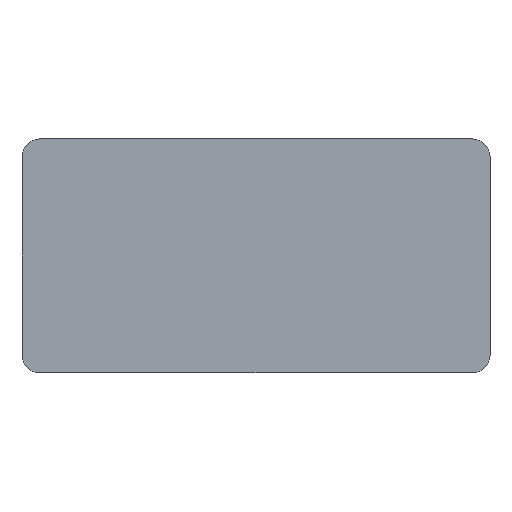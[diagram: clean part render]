
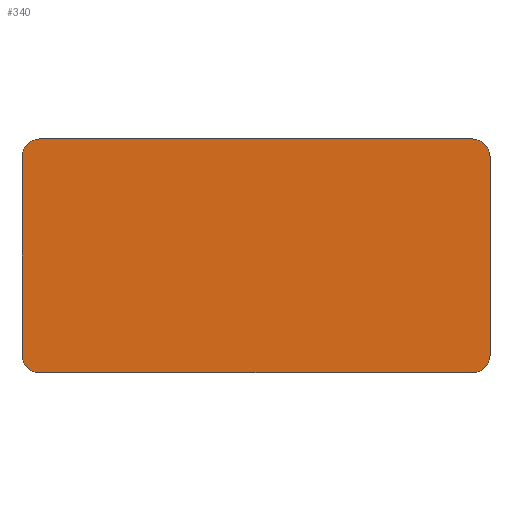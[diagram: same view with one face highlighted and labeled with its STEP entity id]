
A CAD part, left-side view. The second image highlights one B-rep face of the part: STEP entity #340.
In plain terms, the highlighted planar face has unit normal (-1, 0, 0).
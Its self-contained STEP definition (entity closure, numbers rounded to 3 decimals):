
#14 = EDGE_CURVE ( 'NONE', #515, #466, #500, .T. ) ;
#31 = CIRCLE ( 'NONE', #445, 3. ) ;
#41 = VERTEX_POINT ( 'NONE', #409 ) ;
#44 = CARTESIAN_POINT ( 'NONE',  ( 0., 40., -17. ) ) ;
#53 = CARTESIAN_POINT ( 'NONE',  ( 0., 37., -17. ) ) ;
#70 = CARTESIAN_POINT ( 'NONE',  ( 0., -37., -17. ) ) ;
#76 = CARTESIAN_POINT ( 'NONE',  ( 0., 0., 20. ) ) ;
#77 = DIRECTION ( 'NONE',  ( 0., 0., 1. ) ) ;
#84 = CARTESIAN_POINT ( 'NONE',  ( 0., 37., 20. ) ) ;
#89 = VERTEX_POINT ( 'NONE', #363 ) ;
#95 = DIRECTION ( 'NONE',  ( 1., 0., 0. ) ) ;
#98 = VECTOR ( 'NONE', #256, 1000. ) ;
#104 = CARTESIAN_POINT ( 'NONE',  ( 0., 40., 0. ) ) ;
#114 = DIRECTION ( 'NONE',  ( 1., 0., 0. ) ) ;
#138 = LINE ( 'NONE', #513, #98 ) ;
#139 = ORIENTED_EDGE ( 'NONE', *, *, #370, .F. ) ;
#148 = EDGE_CURVE ( 'NONE', #41, #508, #31, .T. ) ;
#158 = DIRECTION ( 'NONE',  ( 1., 0., 0. ) ) ;
#160 = PLANE ( 'NONE',  #179 ) ;
#179 = AXIS2_PLACEMENT_3D ( 'NONE', #467, #158, #382 ) ;
#186 = VERTEX_POINT ( 'NONE', #194 ) ;
#194 = CARTESIAN_POINT ( 'NONE',  ( 0., -40., -17. ) ) ;
#216 = CARTESIAN_POINT ( 'NONE',  ( 0., -40., 17. ) ) ;
#217 = LINE ( 'NONE', #76, #482 ) ;
#242 = DIRECTION ( 'NONE',  ( 0., 0., 1. ) ) ;
#256 = DIRECTION ( 'NONE',  ( 0., 1., 0. ) ) ;
#284 = EDGE_CURVE ( 'NONE', #508, #515, #472, .T. ) ;
#321 = AXIS2_PLACEMENT_3D ( 'NONE', #70, #114, #242 ) ;
#322 = DIRECTION ( 'NONE',  ( 0., 0., 1. ) ) ;
#330 = DIRECTION ( 'NONE',  ( 0., -1., 0. ) ) ;
#331 = ORIENTED_EDGE ( 'NONE', *, *, #530, .F. ) ;
#340 = ADVANCED_FACE ( 'NONE', ( #548 ), #160, .F. ) ;
#352 = DIRECTION ( 'NONE',  ( 0., 0., -1. ) ) ;
#356 = AXIS2_PLACEMENT_3D ( 'NONE', #431, #390, #77 ) ;
#358 = ORIENTED_EDGE ( 'NONE', *, *, #284, .F. ) ;
#360 = VERTEX_POINT ( 'NONE', #502 ) ;
#363 = CARTESIAN_POINT ( 'NONE',  ( 0., -37., 20. ) ) ;
#370 = EDGE_CURVE ( 'NONE', #466, #89, #217, .T. ) ;
#373 = ORIENTED_EDGE ( 'NONE', *, *, #542, .F. ) ;
#379 = EDGE_CURVE ( 'NONE', #186, #360, #397, .T. ) ;
#382 = DIRECTION ( 'NONE',  ( 0., 0., -1. ) ) ;
#386 = LINE ( 'NONE', #451, #404 ) ;
#390 = DIRECTION ( 'NONE',  ( 1., 0., 0. ) ) ;
#397 = CIRCLE ( 'NONE', #321, 3. ) ;
#399 = CARTESIAN_POINT ( 'NONE',  ( 0., 37., 17. ) ) ;
#404 = VECTOR ( 'NONE', #352, 1000. ) ;
#409 = CARTESIAN_POINT ( 'NONE',  ( 0., 37., -20. ) ) ;
#418 = AXIS2_PLACEMENT_3D ( 'NONE', #399, #480, #519 ) ;
#425 = ORIENTED_EDGE ( 'NONE', *, *, #379, .F. ) ;
#431 = CARTESIAN_POINT ( 'NONE',  ( 0., -37., 17. ) ) ;
#432 = EDGE_LOOP ( 'NONE', ( #331, #425, #373, #477, #139, #455, #358, #489 ) ) ;
#445 = AXIS2_PLACEMENT_3D ( 'NONE', #53, #95, #522 ) ;
#451 = CARTESIAN_POINT ( 'NONE',  ( 0., -40., 0. ) ) ;
#455 = ORIENTED_EDGE ( 'NONE', *, *, #14, .F. ) ;
#458 = EDGE_CURVE ( 'NONE', #89, #524, #496, .T. ) ;
#466 = VERTEX_POINT ( 'NONE', #84 ) ;
#467 = CARTESIAN_POINT ( 'NONE',  ( 0., 0., 0. ) ) ;
#470 = VECTOR ( 'NONE', #322, 1000. ) ;
#472 = LINE ( 'NONE', #104, #470 ) ;
#477 = ORIENTED_EDGE ( 'NONE', *, *, #458, .F. ) ;
#480 = DIRECTION ( 'NONE',  ( 1., 0., 0. ) ) ;
#482 = VECTOR ( 'NONE', #330, 1000. ) ;
#489 = ORIENTED_EDGE ( 'NONE', *, *, #148, .F. ) ;
#496 = CIRCLE ( 'NONE', #356, 3. ) ;
#500 = CIRCLE ( 'NONE', #418, 3. ) ;
#502 = CARTESIAN_POINT ( 'NONE',  ( 0., -37., -20. ) ) ;
#508 = VERTEX_POINT ( 'NONE', #44 ) ;
#513 = CARTESIAN_POINT ( 'NONE',  ( 0., 0., -20. ) ) ;
#515 = VERTEX_POINT ( 'NONE', #521 ) ;
#519 = DIRECTION ( 'NONE',  ( 0., 0., 1. ) ) ;
#521 = CARTESIAN_POINT ( 'NONE',  ( 0., 40., 17. ) ) ;
#522 = DIRECTION ( 'NONE',  ( 0., 0., 1. ) ) ;
#524 = VERTEX_POINT ( 'NONE', #216 ) ;
#530 = EDGE_CURVE ( 'NONE', #360, #41, #138, .T. ) ;
#542 = EDGE_CURVE ( 'NONE', #524, #186, #386, .T. ) ;
#548 = FACE_OUTER_BOUND ( 'NONE', #432, .T. ) ;
